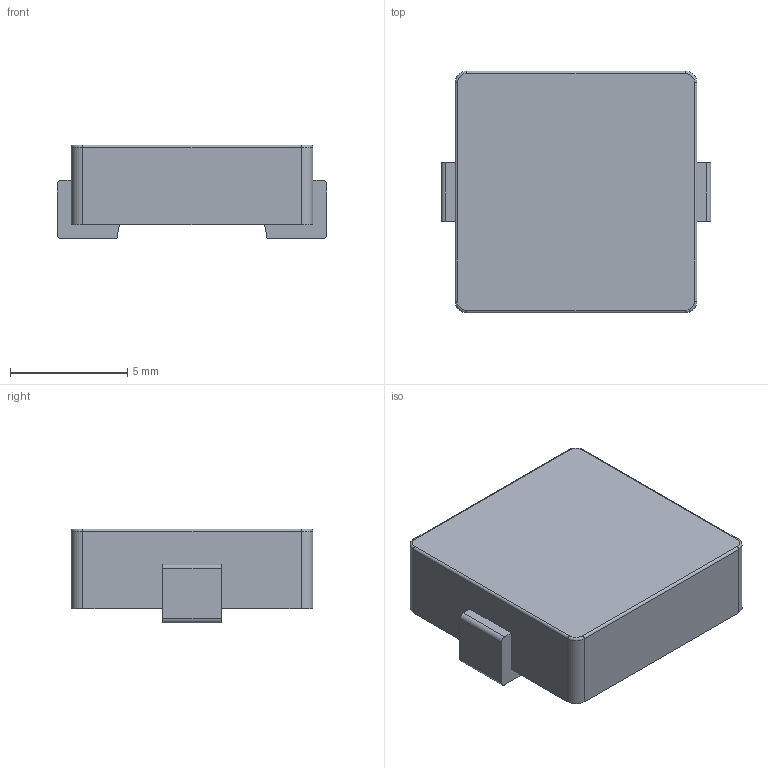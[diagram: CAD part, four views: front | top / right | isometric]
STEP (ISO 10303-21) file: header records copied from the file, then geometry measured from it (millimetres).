
FILE_DESCRIPTION (( 'STEP AP214' ), '1' );
FILE_NAME ('User Library-L-SMD_Pulse_electronic_PA4342.XXXNLT_series__Footprint1.STEP', '2020-11-26T02:08:12', ( '' ), ( '' ), 'SwSTEP 2.0', 'SolidWorks 2020', '' );
FILE_SCHEMA (( 'AUTOMOTIVE_DESIGN' ));
Length unit declared in the file: millimetre
Products named in the file (1): User Library-L-SMD_Pulse_electronic_PA4342.XXXNLT_series__Footprint1
Bounding box: 11.5 x 10.3 x 4 mm (x, y, z)
Volume: 373.3 mm3; surface area: 422.7 mm2
Topology: 3 solids, 3 shells, 50 faces, 124 edges, 80 vertices
Faces by surface type: plane 34, cylinder 12, bspline 4
Entity records: 1994 total; most frequent: CARTESIAN_POINT 379, ORIENTED_EDGE 248, DIRECTION 238, EDGE_CURVE 124, VECTOR 96, LINE 96, VERTEX_POINT 80, AXIS2_PLACEMENT_3D 71
